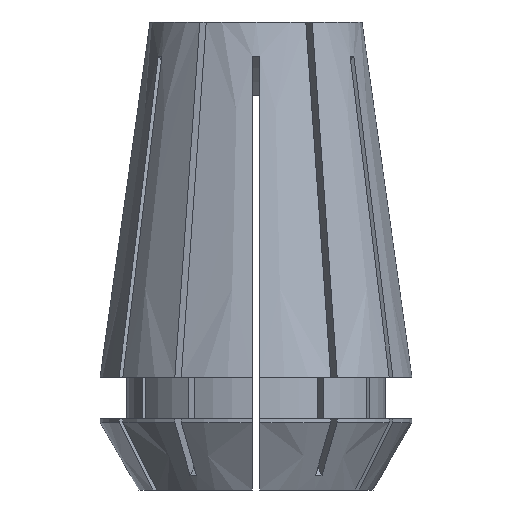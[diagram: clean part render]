
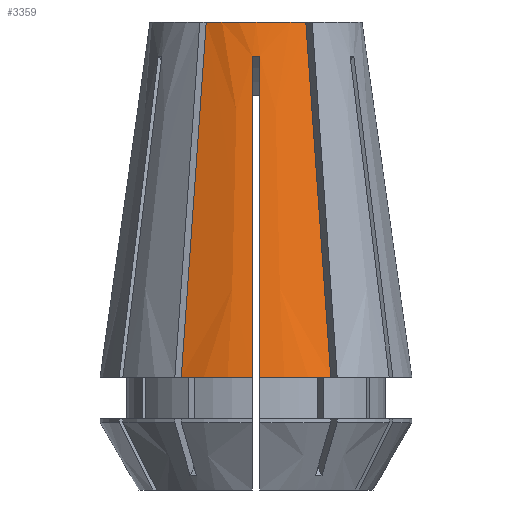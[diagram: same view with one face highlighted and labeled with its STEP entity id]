
A CAD part, front view. The second image highlights one B-rep face of the part: STEP entity #3359.
In plain terms, the highlighted conical face has half-angle 8 degrees and reference radius 10.5 mm.
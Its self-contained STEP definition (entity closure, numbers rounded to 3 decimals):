
#52 = DIRECTION ( 'NONE',  ( 0., 0., 1. ) ) ;
#92 = CARTESIAN_POINT ( 'NONE',  ( -4.494, -8.284, -16.244 ) ) ;
#144 = B_SPLINE_CURVE_WITH_KNOTS ( 'NONE', 3,
 ( #2759, #899, #3495, #4582 ),
 .UNSPECIFIED., .F., .F.,
 ( 4, 4 ),
 ( 0.014, 0.036 ),
 .UNSPECIFIED. ) ;
#173 = ORIENTED_EDGE ( 'NONE', *, *, #3366, .F. ) ;
#262 = CARTESIAN_POINT ( 'NONE',  ( 5.032, -9.216, -23.9 ) ) ;
#279 = CARTESIAN_POINT ( 'NONE',  ( 0.25, -7.461, -2.303 ) ) ;
#311 = DIRECTION ( 'NONE',  ( 0., 0., -1. ) ) ;
#418 = CARTESIAN_POINT ( 'NONE',  ( 3.352, -6.306, 0. ) ) ;
#427 = CARTESIAN_POINT ( 'NONE',  ( -5.032, -9.216, -23.9 ) ) ;
#715 = EDGE_CURVE ( 'NONE', #2889, #2568, #2679, .T. ) ;
#798 = CARTESIAN_POINT ( 'NONE',  ( -4.225, -7.818, -12.415 ) ) ;
#805 = CARTESIAN_POINT ( 'NONE',  ( 0.083, -7.466, -2.299 ) ) ;
#899 = CARTESIAN_POINT ( 'NONE',  ( 0.25, -9.485, -16.701 ) ) ;
#910 = CARTESIAN_POINT ( 'NONE',  ( 3.643, -6.81, -4.138 ) ) ;
#1174 = CARTESIAN_POINT ( 'NONE',  ( -4.763, -8.75, -20.072 ) ) ;
#1269 = VERTEX_POINT ( 'NONE', #418 ) ;
#1292 = EDGE_CURVE ( 'NONE', #3978, #4067, #4368, .T. ) ;
#1424 = B_SPLINE_CURVE_WITH_KNOTS ( 'NONE', 3,
 ( #2774, #910, #3166, #4544, #2370, #2859, #262 ),
 .UNSPECIFIED., .F., .F.,
 ( 4, 3, 4 ),
 ( 0., 0.013, 0.024 ),
 .UNSPECIFIED. ) ;
#1455 = ORIENTED_EDGE ( 'NONE', *, *, #3693, .T. ) ;
#1468 = CIRCLE ( 'NONE', #1678, 7.141 ) ;
#1503 = ORIENTED_EDGE ( 'NONE', *, *, #1292, .T. ) ;
#1560 = EDGE_CURVE ( 'NONE', #4347, #3978, #2731, .T. ) ;
#1569 = CARTESIAN_POINT ( 'NONE',  ( -3.643, -6.81, -4.138 ) ) ;
#1574 = AXIS2_PLACEMENT_3D ( 'NONE', #1854, #2199, #3727 ) ;
#1591 = EDGE_LOOP ( 'NONE', ( #1625, #173, #3538, #4015, #1503, #1455, #3718, #1998 ) ) ;
#1616 = CARTESIAN_POINT ( 'NONE',  ( 5.032, -9.216, -23.9 ) ) ;
#1625 = ORIENTED_EDGE ( 'NONE', *, *, #2623, .F. ) ;
#1678 = AXIS2_PLACEMENT_3D ( 'NONE', #3731, #52, #2611 ) ;
#1854 = CARTESIAN_POINT ( 'NONE',  ( 0., 0., -23.9 ) ) ;
#1998 = ORIENTED_EDGE ( 'NONE', *, *, #715, .T. ) ;
#2098 = CARTESIAN_POINT ( 'NONE',  ( -5.032, -9.216, -23.9 ) ) ;
#2199 = DIRECTION ( 'NONE',  ( 0., 0., 1. ) ) ;
#2234 = DIRECTION ( 'NONE',  ( 0., 0., 1. ) ) ;
#2243 = CARTESIAN_POINT ( 'NONE',  ( -0.25, -8.473, -9.502 ) ) ;
#2269 = CARTESIAN_POINT ( 'NONE',  ( -0.25, -10.497, -23.9 ) ) ;
#2354 = CARTESIAN_POINT ( 'NONE',  ( -3.352, -6.306, 0. ) ) ;
#2370 = CARTESIAN_POINT ( 'NONE',  ( 4.494, -8.284, -16.244 ) ) ;
#2517 = AXIS2_PLACEMENT_3D ( 'NONE', #4420, #2234, #2999 ) ;
#2530 = CARTESIAN_POINT ( 'NONE',  ( -0.25, -10.497, -23.9 ) ) ;
#2568 = VERTEX_POINT ( 'NONE', #1616 ) ;
#2595 = CARTESIAN_POINT ( 'NONE',  ( -0.25, -7.461, -2.303 ) ) ;
#2611 = DIRECTION ( 'NONE',  ( 1., 0., 0. ) ) ;
#2623 = EDGE_CURVE ( 'NONE', #1269, #2568, #1424, .T. ) ;
#2652 = CARTESIAN_POINT ( 'NONE',  ( -0.25, -7.461, -2.303 ) ) ;
#2653 = B_SPLINE_CURVE_WITH_KNOTS ( 'NONE', 3,
 ( #2652, #3807, #805, #4491 ),
 .UNSPECIFIED., .F., .F.,
 ( 4, 4 ),
 ( 0., 0.001 ),
 .UNSPECIFIED. ) ;
#2679 = CIRCLE ( 'NONE', #1574, 10.5 ) ;
#2731 = CIRCLE ( 'NONE', #2517, 10.5 ) ;
#2759 = CARTESIAN_POINT ( 'NONE',  ( 0.25, -10.497, -23.9 ) ) ;
#2774 = CARTESIAN_POINT ( 'NONE',  ( 3.352, -6.306, 0. ) ) ;
#2820 = EDGE_CURVE ( 'NONE', #3075, #4347, #4557, .T. ) ;
#2850 = CONICAL_SURFACE ( 'NONE', #3861, 10.5, 0.14 ) ;
#2859 = CARTESIAN_POINT ( 'NONE',  ( 4.763, -8.75, -20.072 ) ) ;
#2889 = VERTEX_POINT ( 'NONE', #4542 ) ;
#2921 = EDGE_CURVE ( 'NONE', #2889, #3020, #144, .T. ) ;
#2999 = DIRECTION ( 'NONE',  ( 1., 0., 0. ) ) ;
#3020 = VERTEX_POINT ( 'NONE', #279 ) ;
#3075 = VERTEX_POINT ( 'NONE', #2354 ) ;
#3166 = CARTESIAN_POINT ( 'NONE',  ( 3.934, -7.314, -8.277 ) ) ;
#3181 = CARTESIAN_POINT ( 'NONE',  ( -0.25, -7.461, -2.303 ) ) ;
#3359 = ADVANCED_FACE ( 'NONE', ( #4289 ), #2850, .T. ) ;
#3366 = EDGE_CURVE ( 'NONE', #3075, #1269, #1468, .T. ) ;
#3404 = CARTESIAN_POINT ( 'NONE',  ( -0.25, -9.485, -16.701 ) ) ;
#3410 = CARTESIAN_POINT ( 'NONE',  ( -3.352, -6.306, 0. ) ) ;
#3495 = CARTESIAN_POINT ( 'NONE',  ( 0.25, -8.473, -9.502 ) ) ;
#3538 = ORIENTED_EDGE ( 'NONE', *, *, #2820, .T. ) ;
#3693 = EDGE_CURVE ( 'NONE', #4067, #3020, #2653, .T. ) ;
#3718 = ORIENTED_EDGE ( 'NONE', *, *, #2921, .F. ) ;
#3727 = DIRECTION ( 'NONE',  ( 1., 0., 0. ) ) ;
#3731 = CARTESIAN_POINT ( 'NONE',  ( 0., 0., 0. ) ) ;
#3807 = CARTESIAN_POINT ( 'NONE',  ( -0.083, -7.466, -2.299 ) ) ;
#3861 = AXIS2_PLACEMENT_3D ( 'NONE', #4038, #311, #4778 ) ;
#3978 = VERTEX_POINT ( 'NONE', #2530 ) ;
#4015 = ORIENTED_EDGE ( 'NONE', *, *, #1560, .T. ) ;
#4038 = CARTESIAN_POINT ( 'NONE',  ( 0., 0., -23.9 ) ) ;
#4067 = VERTEX_POINT ( 'NONE', #3181 ) ;
#4120 = CARTESIAN_POINT ( 'NONE',  ( -3.934, -7.314, -8.277 ) ) ;
#4289 = FACE_OUTER_BOUND ( 'NONE', #1591, .T. ) ;
#4347 = VERTEX_POINT ( 'NONE', #2098 ) ;
#4368 = B_SPLINE_CURVE_WITH_KNOTS ( 'NONE', 3,
 ( #2269, #3404, #2243, #2595 ),
 .UNSPECIFIED., .F., .F.,
 ( 4, 4 ),
 ( 0.014, 0.036 ),
 .UNSPECIFIED. ) ;
#4420 = CARTESIAN_POINT ( 'NONE',  ( 0., 0., -23.9 ) ) ;
#4491 = CARTESIAN_POINT ( 'NONE',  ( 0.25, -7.461, -2.303 ) ) ;
#4542 = CARTESIAN_POINT ( 'NONE',  ( 0.25, -10.497, -23.9 ) ) ;
#4544 = CARTESIAN_POINT ( 'NONE',  ( 4.225, -7.818, -12.415 ) ) ;
#4557 = B_SPLINE_CURVE_WITH_KNOTS ( 'NONE', 3,
 ( #3410, #1569, #4120, #798, #92, #1174, #427 ),
 .UNSPECIFIED., .F., .F.,
 ( 4, 3, 4 ),
 ( 0., 0.013, 0.024 ),
 .UNSPECIFIED. ) ;
#4582 = CARTESIAN_POINT ( 'NONE',  ( 0.25, -7.461, -2.303 ) ) ;
#4778 = DIRECTION ( 'NONE',  ( -1., 0., 0. ) ) ;
